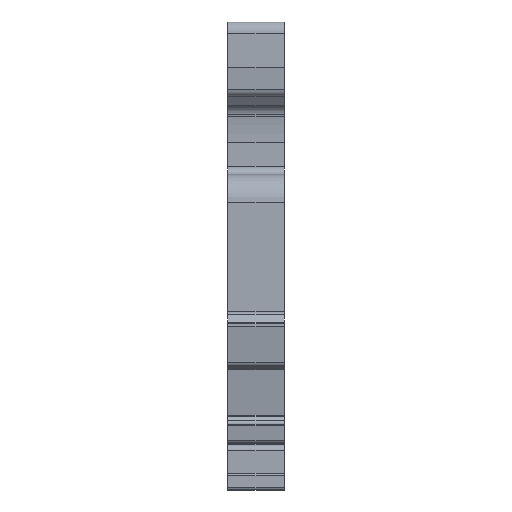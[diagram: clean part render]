
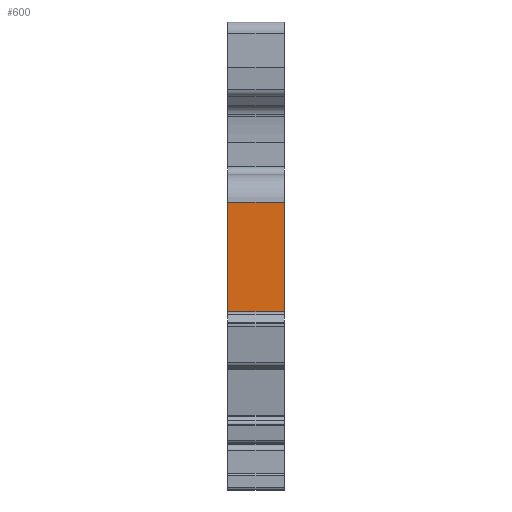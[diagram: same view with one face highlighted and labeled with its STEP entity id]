
A CAD part, top view. The second image highlights one B-rep face of the part: STEP entity #600.
In plain terms, the highlighted face is planar.
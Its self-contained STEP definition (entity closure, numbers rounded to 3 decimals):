
#121 = DIRECTION ( 'NONE',  ( 1., 0., 0. ) ) ;
#600 = ADVANCED_FACE ( 'NONE', ( #7538 ), #8954, .F. ) ;
#835 = CARTESIAN_POINT ( 'NONE',  ( 0., -40.677, -15.938 ) ) ;
#886 = ORIENTED_EDGE ( 'NONE', *, *, #1431, .F. ) ;
#1068 = LINE ( 'NONE', #4630, #7009 ) ;
#1231 = DIRECTION ( 'NONE',  ( 1., 0., 0. ) ) ;
#1431 = EDGE_CURVE ( 'NONE', #7269, #5763, #1068, .T. ) ;
#1497 = DIRECTION ( 'NONE',  ( 1., 0., 0. ) ) ;
#1533 = ORIENTED_EDGE ( 'NONE', *, *, #8337, .T. ) ;
#1631 = DIRECTION ( 'NONE',  ( 0., 0., 1. ) ) ;
#1992 = EDGE_LOOP ( 'NONE', ( #4118, #5939, #886, #1533 ) ) ;
#2220 = AXIS2_PLACEMENT_3D ( 'NONE', #835, #6090, #121 ) ;
#2261 = EDGE_CURVE ( 'NONE', #3437, #5367, #6159, .T. ) ;
#3437 = VERTEX_POINT ( 'NONE', #7223 ) ;
#3566 = LINE ( 'NONE', #5057, #5094 ) ;
#3918 = CARTESIAN_POINT ( 'NONE',  ( 0., -40.677, 18.193 ) ) ;
#4004 = DIRECTION ( 'NONE',  ( 0., 0., 1. ) ) ;
#4114 = LINE ( 'NONE', #6338, #5408 ) ;
#4118 = ORIENTED_EDGE ( 'NONE', *, *, #2261, .T. ) ;
#4630 = CARTESIAN_POINT ( 'NONE',  ( 0., -40.677, -15.938 ) ) ;
#4747 = CARTESIAN_POINT ( 'NONE',  ( 5., -40.677, 18.193 ) ) ;
#5057 = CARTESIAN_POINT ( 'NONE',  ( 0., -40.677, 18.193 ) ) ;
#5094 = VECTOR ( 'NONE', #1497, 1000. ) ;
#5367 = VERTEX_POINT ( 'NONE', #4747 ) ;
#5408 = VECTOR ( 'NONE', #1231, 1000. ) ;
#5476 = VECTOR ( 'NONE', #1631, 1000. ) ;
#5763 = VERTEX_POINT ( 'NONE', #3918 ) ;
#5939 = ORIENTED_EDGE ( 'NONE', *, *, #7491, .F. ) ;
#6090 = DIRECTION ( 'NONE',  ( 0., 1., 0. ) ) ;
#6159 = LINE ( 'NONE', #9068, #5476 ) ;
#6338 = CARTESIAN_POINT ( 'NONE',  ( 0., -40.677, 8.442 ) ) ;
#7009 = VECTOR ( 'NONE', #4004, 1000. ) ;
#7223 = CARTESIAN_POINT ( 'NONE',  ( 5., -40.677, 8.442 ) ) ;
#7269 = VERTEX_POINT ( 'NONE', #9479 ) ;
#7491 = EDGE_CURVE ( 'NONE', #5763, #5367, #3566, .T. ) ;
#7538 = FACE_OUTER_BOUND ( 'NONE', #1992, .T. ) ;
#8337 = EDGE_CURVE ( 'NONE', #7269, #3437, #4114, .T. ) ;
#8954 = PLANE ( 'NONE',  #2220 ) ;
#9068 = CARTESIAN_POINT ( 'NONE',  ( 5., -40.677, -15.938 ) ) ;
#9479 = CARTESIAN_POINT ( 'NONE',  ( 0., -40.677, 8.442 ) ) ;
